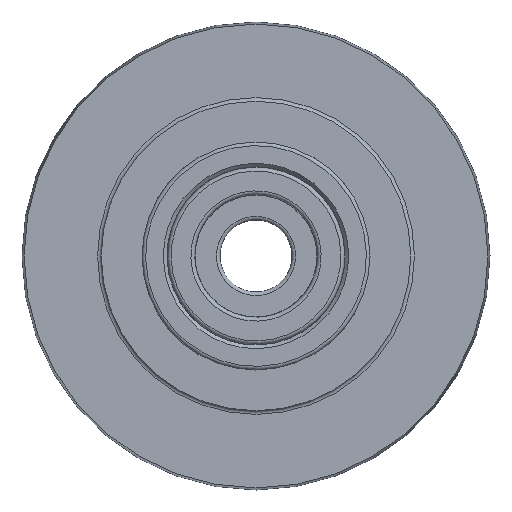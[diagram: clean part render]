
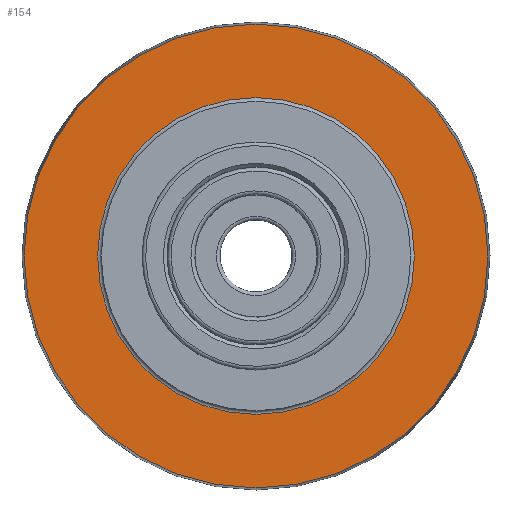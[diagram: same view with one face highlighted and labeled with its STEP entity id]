
A CAD part, left-side view. The second image highlights one B-rep face of the part: STEP entity #154.
In plain terms, the highlighted planar face has unit normal (-1, 0, 0).
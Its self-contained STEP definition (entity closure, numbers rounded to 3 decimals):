
#123=CARTESIAN_POINT('',(-4.,0.,19.325));
#124=VERTEX_POINT('',#123);
#125=CARTESIAN_POINT('',(-4.,0.0,0.));
#126=DIRECTION('',(1.0,0.0,0.0));
#127=DIRECTION('',(0.0,0.0,-1.0));
#128=AXIS2_PLACEMENT_3D('',#125,#126,#127);
#129=CIRCLE('',#128,19.325);
#130=EDGE_CURVE('',#124,#124,#129,.T.);
#135=CARTESIAN_POINT('',(-4.,0.0,16.2));
#136=DIRECTION('',(-1.0,0.0,0.0));
#137=DIRECTION('',(0.0,0.0,1.0));
#138=AXIS2_PLACEMENT_3D('',#135,#136,#137);
#139=PLANE('',#138);
#140=ORIENTED_EDGE('',*,*,#130,.F.);
#141=EDGE_LOOP('',(#140));
#142=FACE_OUTER_BOUND('',#141,.T.);
#143=CARTESIAN_POINT('',(-4.,0.0,13.2));
#144=VERTEX_POINT('',#143);
#145=CARTESIAN_POINT('',(-4.,0.0,0.));
#146=DIRECTION('',(-1.0,0.0,0.0));
#147=DIRECTION('',(0.0,0.0,-1.0));
#148=AXIS2_PLACEMENT_3D('',#145,#146,#147);
#149=CIRCLE('',#148,13.2);
#150=EDGE_CURVE('',#144,#144,#149,.T.);
#151=ORIENTED_EDGE('',*,*,#150,.F.);
#152=EDGE_LOOP('',(#151));
#153=FACE_BOUND('',#152,.T.);
#154=ADVANCED_FACE('',(#142,#153),#139,.T.);
